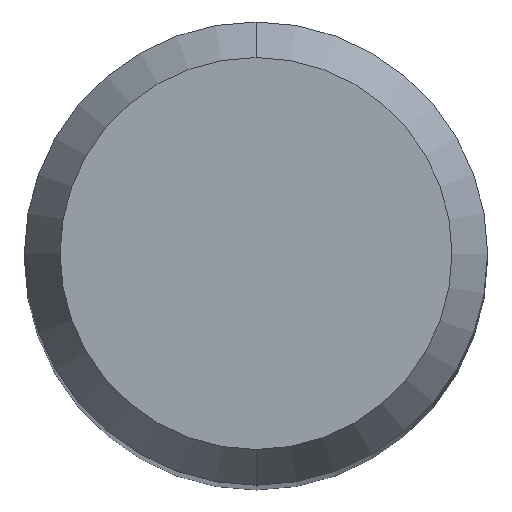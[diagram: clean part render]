
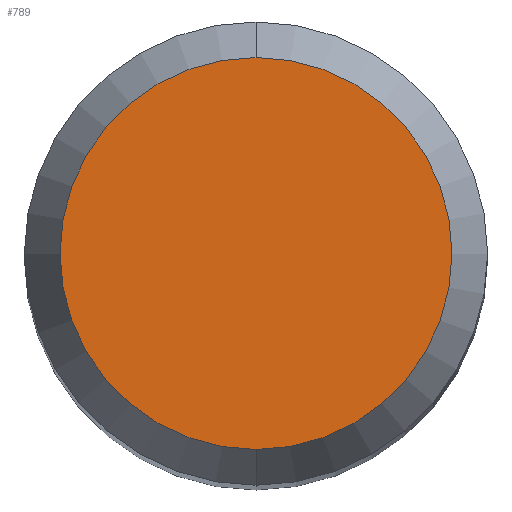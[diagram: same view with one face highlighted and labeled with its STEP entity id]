
A CAD part, top view. The second image highlights one B-rep face of the part: STEP entity #789.
In plain terms, the highlighted planar face has unit normal (0, 0, 1).
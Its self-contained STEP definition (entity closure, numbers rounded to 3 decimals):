
#505=EDGE_CURVE('',#563,#747,#1408,.T.);
#563=VERTEX_POINT('',#1471);
#723=EDGE_CURVE('',#747,#563,#1648,.T.);
#747=VERTEX_POINT('',#1672);
#789=ADVANCED_FACE('',(#1719),#1720,.T.);
#1408=CIRCLE('',#2696,2.538);
#1471=CARTESIAN_POINT('',(0.,-2.538,0.0));
#1648=CIRCLE('',#4530,2.538);
#1672=CARTESIAN_POINT('',(0.0,2.538,0.0));
#1719=FACE_OUTER_BOUND('',#4738,.T.);
#1720=PLANE('',#4739);
#2696=AXIS2_PLACEMENT_3D('',#7843,#7844,#7845);
#4530=AXIS2_PLACEMENT_3D('',#8120,#8121,#8122);
#4738=EDGE_LOOP('',(#8181,#8182));
#4739=AXIS2_PLACEMENT_3D('',#8183,#8184,#8185);
#7843=CARTESIAN_POINT('',(0.0,0.0,0.0));
#7844=DIRECTION('',(0.0,0.0,-1.0));
#7845=DIRECTION('',(0.0,1.0,0.0));
#8120=CARTESIAN_POINT('',(0.0,0.0,0.0));
#8121=DIRECTION('',(0.0,0.0,-1.0));
#8122=DIRECTION('',(0.0,1.0,0.0));
#8181=ORIENTED_EDGE('',*,*,#723,.F.);
#8182=ORIENTED_EDGE('',*,*,#505,.F.);
#8183=CARTESIAN_POINT('',(0.0,1.269,0.0));
#8184=DIRECTION('',(-0.0,0.0,1.0));
#8185=DIRECTION('',(0.0,-1.0,0.0));
